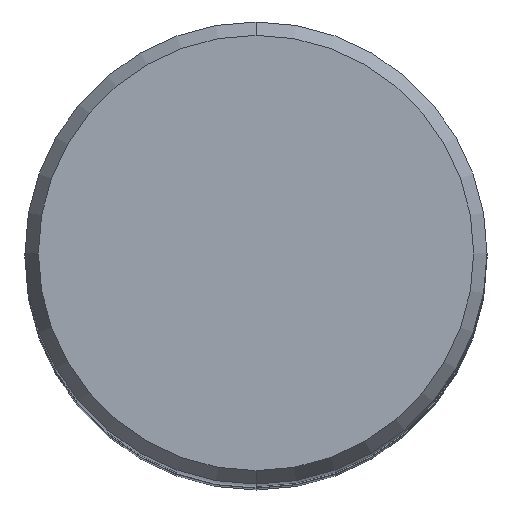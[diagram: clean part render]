
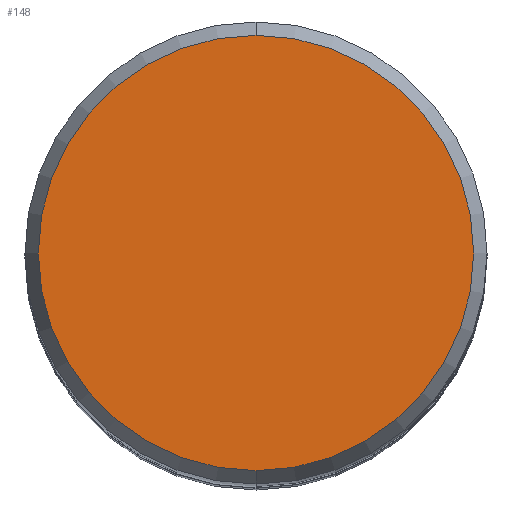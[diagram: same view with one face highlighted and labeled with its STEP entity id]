
A CAD part, top view. The second image highlights one B-rep face of the part: STEP entity #148.
In plain terms, the highlighted planar face has unit normal (0, 0, 1).
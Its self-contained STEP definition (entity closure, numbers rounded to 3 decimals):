
#136=VERTEX_POINT('',#312);
#148=ADVANCED_FACE('',(#327),#328,.T.);
#158=EDGE_CURVE('',#256,#136,#338,.T.);
#190=EDGE_CURVE('',#136,#256,#375,.T.);
#256=VERTEX_POINT('',#451);
#312=CARTESIAN_POINT('',(0.0,7.479,0.01));
#327=FACE_OUTER_BOUND('',#527,.T.);
#328=PLANE('',#528);
#338=CIRCLE('',#541,7.479);
#375=CIRCLE('',#588,7.479);
#451=CARTESIAN_POINT('',(0.,-7.479,0.01));
#527=EDGE_LOOP('',(#744,#745));
#528=AXIS2_PLACEMENT_3D('',#746,#747,#748);
#541=AXIS2_PLACEMENT_3D('',#750,#751,#752);
#588=AXIS2_PLACEMENT_3D('',#796,#797,#798);
#744=ORIENTED_EDGE('',*,*,#190,.F.);
#745=ORIENTED_EDGE('',*,*,#158,.F.);
#746=CARTESIAN_POINT('',(0.0,3.74,0.01));
#747=DIRECTION('',(-0.0,0.0,1.0));
#748=DIRECTION('',(0.0,-1.0,0.0));
#750=CARTESIAN_POINT('',(0.0,0.0,0.01));
#751=DIRECTION('',(0.0,0.0,-1.0));
#752=DIRECTION('',(0.0,1.0,0.0));
#796=CARTESIAN_POINT('',(0.0,0.0,0.01));
#797=DIRECTION('',(0.0,0.0,-1.0));
#798=DIRECTION('',(0.0,1.0,0.0));
